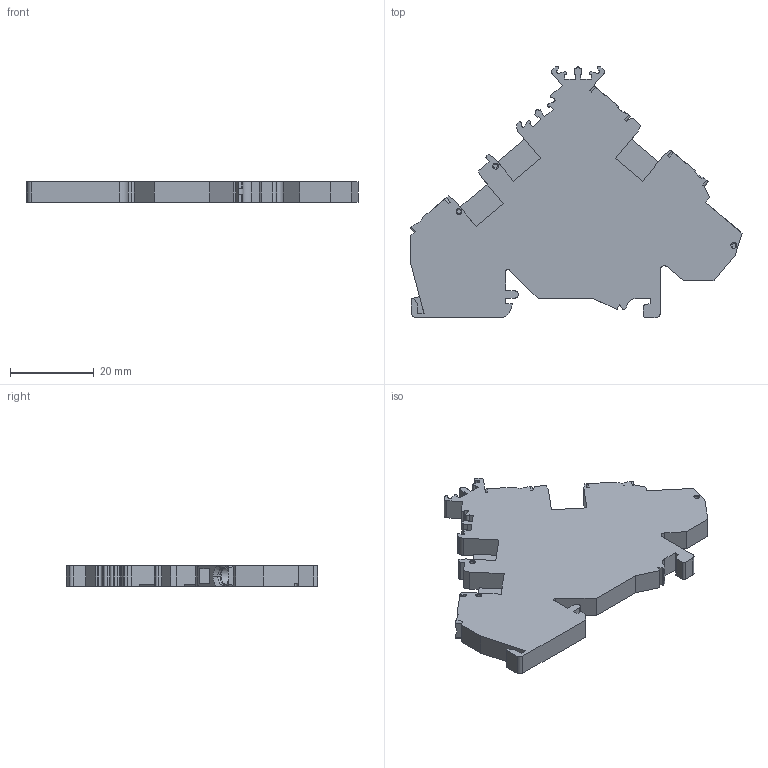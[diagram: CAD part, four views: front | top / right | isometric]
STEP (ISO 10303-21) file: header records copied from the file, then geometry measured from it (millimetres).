
FILE_DESCRIPTION((''),'2;1');
FILE_NAME('5YB576117_ASM','2023-11-17T',('dell'),(''),'PRO/ENGINEER BY PARAMETRIC TECHNOLOGY CORPORATION, 2013230','PRO/ENGINEER BY PARAMETRIC TECHNOLOGY CORPORATION, 2013230','');
FILE_SCHEMA(('AUTOMOTIVE_DESIGN { 1 0 10303 214 1 1 1 1 }'));
Length unit declared in the file: millimetre
Products named in the file (1): 5YB576117_ASM
Bounding box: 79.35 x 60 x 5 mm (x, y, z)
Volume: 12477.8 mm3; surface area: 7805.9 mm2
Topology: 1 solids, 13 shells, 355 faces, 909 edges, 587 vertices
Faces by surface type: plane 208, cylinder 93, cone 48, bspline 4, torus 2
Entity records: 11641 total; most frequent: CARTESIAN_POINT 2234, ORIENTED_EDGE 1818, DIRECTION 1816, EDGE_CURVE 909, VECTOR 624, LINE 624, AXIS2_PLACEMENT_3D 596, VERTEX_POINT 587
